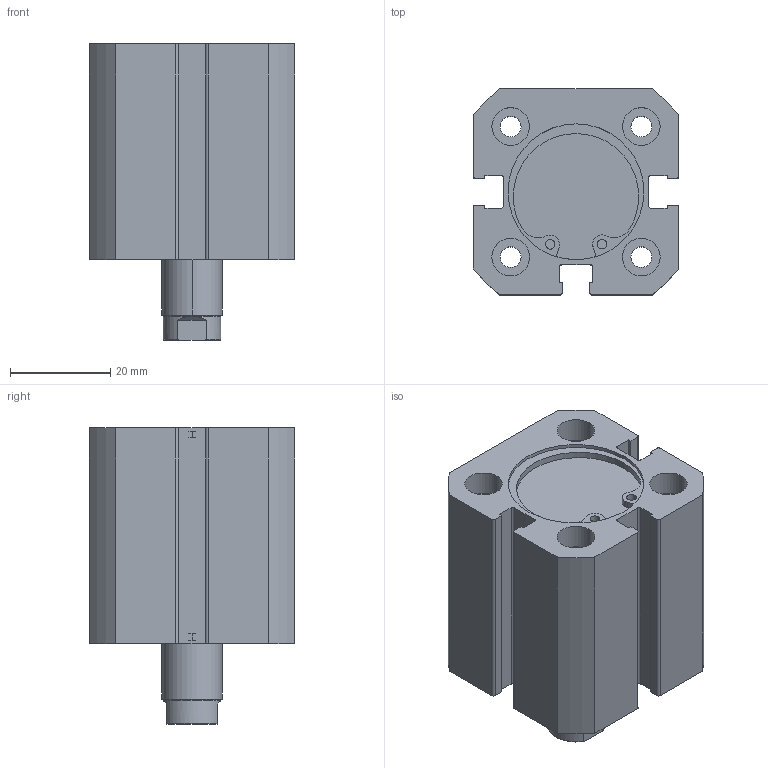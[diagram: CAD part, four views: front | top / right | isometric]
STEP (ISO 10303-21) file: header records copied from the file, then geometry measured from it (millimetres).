
FILE_DESCRIPTION (( 'STEP AP214' ), '1' );
FILE_NAME ('KSE-A-25-10-CYLINDER.STEP', '2013-07-21T15:40:08', ( 'DELL' ), ( '' ), 'SwSTEP 2.0', 'SolidWorks 2010', '' );
FILE_SCHEMA (( 'AUTOMOTIVE_DESIGN' ));
Length unit declared in the file: millimetre
Products named in the file (6): KSE-A  25  ÖN  KAPAK_Varsayýlan; Basic Internal Retaining Ring_am1_B27.7M - 3BM1-27; KSE-A  25  BORU_MANYETÝKLÝ  BORU; KSE-A  25  M尳 ; KSE-A  25  ARKA  KAPAK_Varsayýlan; KSE-A-25-10-CYLINDER
Assembly tree (6 placements, depth 2):
  KSE-A-25-10-CYLINDER
    KSE-A  25  BORU_MANYETÝKLÝ  BORU
    KSE-A  25  M尳 
    KSE-A  25  ÖN  KAPAK_Varsayýlan
    KSE-A  25  ARKA  KAPAK_Varsayýlan
    Basic Internal Retaining Ring_am1_B27.7M - 3BM1-27  x2
Bounding box: 41 x 41 x 59 mm (x, y, z)
Volume: 56503.9 mm3; surface area: 24729.4 mm2
Topology: 6 solids, 6 shells, 196 faces, 480 edges, 311 vertices
Faces by surface type: cylinder 112, plane 68, cone 14, torus 2
Entity records: 5685 total; most frequent: DIRECTION 987, CARTESIAN_POINT 960, ORIENTED_EDGE 846, EDGE_CURVE 423, AXIS2_PLACEMENT_3D 390, VERTEX_POINT 275, EDGE_LOOP 216, LINE 207
